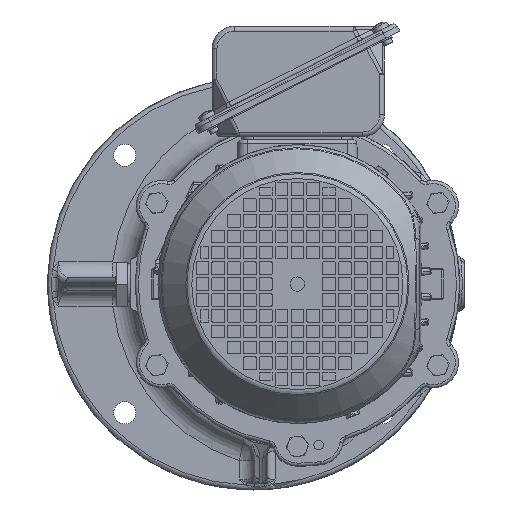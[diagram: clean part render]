
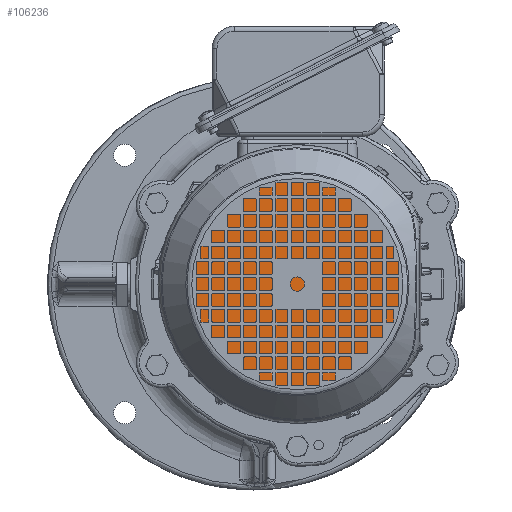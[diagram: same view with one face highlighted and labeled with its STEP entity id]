
A CAD part, left-side view. The second image highlights one B-rep face of the part: STEP entity #106236.
In plain terms, the highlighted planar face has unit normal (-1, 0, 0).
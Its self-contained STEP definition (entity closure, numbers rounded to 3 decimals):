
#5209 = AXIS2_PLACEMENT_3D ( 'NONE', #99639, #32558, #84330 ) ;
#26913 = CARTESIAN_POINT ( 'NONE',  ( -192., 0., 0. ) ) ;
#28611 = DIRECTION ( 'NONE',  ( 0., 1., 0. ) ) ;
#30939 = CARTESIAN_POINT ( 'NONE',  ( -192., 72., 0. ) ) ;
#32558 = DIRECTION ( 'NONE',  ( -1., 0., 0. ) ) ;
#73922 = VERTEX_POINT ( 'NONE', #30939 ) ;
#80765 = AXIS2_PLACEMENT_3D ( 'NONE', #26913, #144965, #28611 ) ;
#84330 = DIRECTION ( 'NONE',  ( 0., 1., 0. ) ) ;
#99639 = CARTESIAN_POINT ( 'NONE',  ( -192., 70.25, 0. ) ) ;
#106236 = ADVANCED_FACE ( 'NONE', ( #135338 ), #161578, .T. ) ;
#118079 = ORIENTED_EDGE ( 'NONE', *, *, #160625, .T. ) ;
#135338 = FACE_OUTER_BOUND ( 'NONE', #152344, .T. ) ;
#144965 = DIRECTION ( 'NONE',  ( -1., 0., 0. ) ) ;
#152344 = EDGE_LOOP ( 'NONE', ( #118079 ) ) ;
#153980 = CIRCLE ( 'NONE', #80765, 72. ) ;
#160625 = EDGE_CURVE ( 'NONE', #73922, #73922, #153980, .T. ) ;
#161578 = PLANE ( 'NONE',  #5209 ) ;
